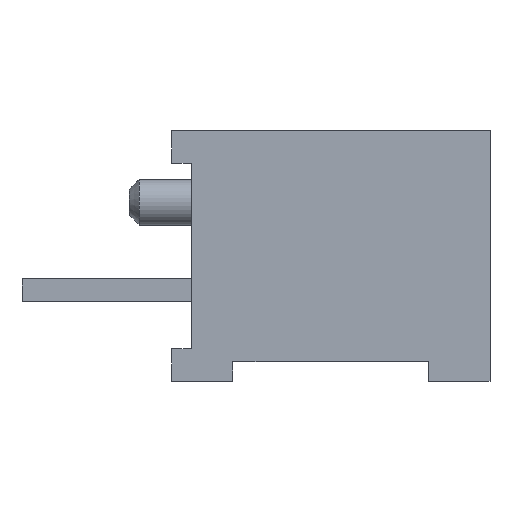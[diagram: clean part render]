
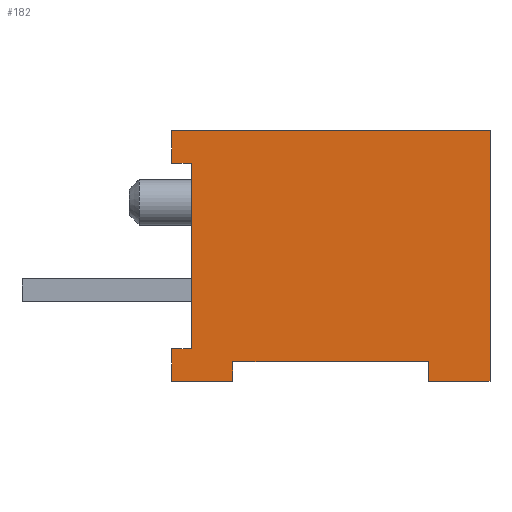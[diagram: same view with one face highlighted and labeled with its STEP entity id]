
A CAD part, left-side view. The second image highlights one B-rep face of the part: STEP entity #182.
In plain terms, the highlighted planar face has unit normal (-1, 0, 0).
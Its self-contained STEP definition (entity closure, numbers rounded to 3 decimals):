
#78=FACE_OUTER_BOUND('',#402,.T.);
#182=ADVANCED_FACE('',(#78),#288,.F.);
#288=PLANE('',#2126);
#402=EDGE_LOOP('',(#755,#756,#757,#758,#759,#760,#761,#762,#763,#764,#765,
#766));
#755=ORIENTED_EDGE('',*,*,#1326,.F.);
#756=ORIENTED_EDGE('',*,*,#1336,.T.);
#757=ORIENTED_EDGE('',*,*,#1407,.T.);
#758=ORIENTED_EDGE('',*,*,#1459,.T.);
#759=ORIENTED_EDGE('',*,*,#1436,.F.);
#760=ORIENTED_EDGE('',*,*,#1452,.T.);
#761=ORIENTED_EDGE('',*,*,#1460,.T.);
#762=ORIENTED_EDGE('',*,*,#1316,.T.);
#763=ORIENTED_EDGE('',*,*,#1461,.T.);
#764=ORIENTED_EDGE('',*,*,#1444,.T.);
#765=ORIENTED_EDGE('',*,*,#1298,.T.);
#766=ORIENTED_EDGE('',*,*,#1456,.F.);
#1105=VERTEX_POINT('',#2798);
#1106=VERTEX_POINT('',#2800);
#1123=VERTEX_POINT('',#2835);
#1124=VERTEX_POINT('',#2837);
#1130=VERTEX_POINT('',#2852);
#1133=VERTEX_POINT('',#2857);
#1141=VERTEX_POINT('',#2878);
#1199=VERTEX_POINT('',#3016);
#1212=VERTEX_POINT('',#3065);
#1214=VERTEX_POINT('',#3069);
#1219=VERTEX_POINT('',#3085);
#1222=VERTEX_POINT('',#3100);
#1298=EDGE_CURVE('',#1106,#1105,#1582,.T.);
#1316=EDGE_CURVE('',#1124,#1123,#1600,.T.);
#1326=EDGE_CURVE('',#1133,#1130,#1610,.T.);
#1336=EDGE_CURVE('',#1133,#1141,#1620,.T.);
#1407=EDGE_CURVE('',#1141,#1199,#1686,.T.);
#1436=EDGE_CURVE('',#1214,#1212,#1715,.T.);
#1444=EDGE_CURVE('',#1219,#1106,#1723,.T.);
#1452=EDGE_CURVE('',#1214,#1222,#1731,.T.);
#1456=EDGE_CURVE('',#1130,#1105,#1735,.T.);
#1459=EDGE_CURVE('',#1199,#1212,#1738,.T.);
#1460=EDGE_CURVE('',#1222,#1124,#1739,.T.);
#1461=EDGE_CURVE('',#1123,#1219,#1740,.T.);
#1582=LINE('',#2799,#1843);
#1600=LINE('',#2836,#1861);
#1610=LINE('',#2858,#1871);
#1620=LINE('',#2879,#1881);
#1686=LINE('',#3017,#1947);
#1715=LINE('',#3070,#1976);
#1723=LINE('',#3086,#1984);
#1731=LINE('',#3101,#1992);
#1735=LINE('',#3108,#1996);
#1738=LINE('',#3113,#1999);
#1739=LINE('',#3114,#2000);
#1740=LINE('',#3115,#2001);
#1843=VECTOR('',#2248,1.);
#1861=VECTOR('',#2268,1.);
#1871=VECTOR('',#2282,1.);
#1881=VECTOR('',#2298,1.);
#1947=VECTOR('',#2392,1.);
#1976=VECTOR('',#2439,1.);
#1984=VECTOR('',#2453,1.);
#1992=VECTOR('',#2469,1.);
#1996=VECTOR('',#2475,1.);
#1999=VECTOR('',#2482,1.);
#2000=VECTOR('',#2483,1.);
#2001=VECTOR('',#2484,1.);
#2126=AXIS2_PLACEMENT_3D('',#3116,#2485,#2486);
#2248=DIRECTION('',(0.,0.,1.));
#2268=DIRECTION('',(0.,-1.,0.));
#2282=DIRECTION('',(0.,0.,1.));
#2298=DIRECTION('',(0.,-1.,0.));
#2392=DIRECTION('',(0.,0.,-1.));
#2439=DIRECTION('',(0.,0.,1.));
#2453=DIRECTION('',(0.,-1.,0.));
#2469=DIRECTION('',(0.,-1.,0.));
#2475=DIRECTION('',(0.,-1.,0.));
#2482=DIRECTION('',(0.,1.,0.));
#2483=DIRECTION('',(0.,0.,1.));
#2484=DIRECTION('',(0.,0.,-1.));
#2485=DIRECTION('',(1.,0.,0.));
#2486=DIRECTION('',(0.,0.,-1.));
#2798=CARTESIAN_POINT('',(-2.825,4.31,3.285));
#2799=CARTESIAN_POINT('',(-2.825,4.31,-0.565));
#2800=CARTESIAN_POINT('',(-2.825,4.31,-0.565));
#2835=CARTESIAN_POINT('',(-2.825,5.25,-0.265));
#2836=CARTESIAN_POINT('',(-2.825,8.26,-0.265));
#2837=CARTESIAN_POINT('',(-2.825,8.26,-0.265));
#2852=CARTESIAN_POINT('',(-2.825,9.2,3.285));
#2857=CARTESIAN_POINT('',(-2.825,9.2,2.785));
#2858=CARTESIAN_POINT('',(-2.825,9.2,-0.565));
#2878=CARTESIAN_POINT('',(-2.825,8.9,2.785));
#2879=CARTESIAN_POINT('',(-2.825,9.2,2.785));
#3016=CARTESIAN_POINT('',(-2.825,8.9,-0.065));
#3017=CARTESIAN_POINT('',(-2.825,8.9,2.785));
#3065=CARTESIAN_POINT('',(-2.825,9.2,-0.065));
#3069=CARTESIAN_POINT('',(-2.825,9.2,-0.565));
#3070=CARTESIAN_POINT('',(-2.825,9.2,-0.565));
#3085=CARTESIAN_POINT('',(-2.825,5.25,-0.565));
#3086=CARTESIAN_POINT('',(-2.825,9.2,-0.565));
#3100=CARTESIAN_POINT('',(-2.825,8.26,-0.565));
#3101=CARTESIAN_POINT('',(-2.825,9.2,-0.565));
#3108=CARTESIAN_POINT('',(-2.825,9.2,3.285));
#3113=CARTESIAN_POINT('',(-2.825,8.9,-0.065));
#3114=CARTESIAN_POINT('',(-2.825,8.26,-0.565));
#3115=CARTESIAN_POINT('',(-2.825,5.25,-0.265));
#3116=CARTESIAN_POINT('',(-2.825,9.2,-0.565));
